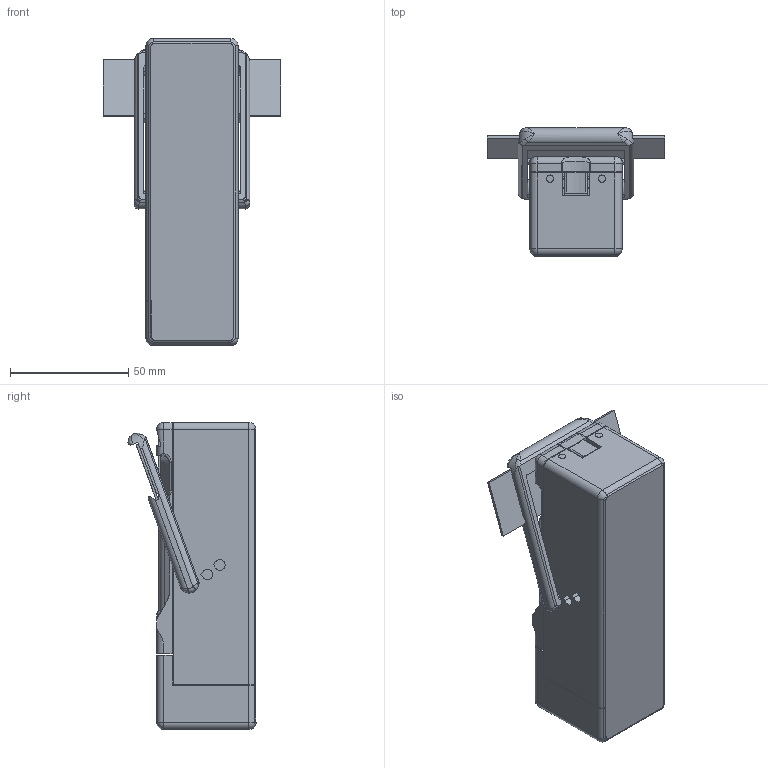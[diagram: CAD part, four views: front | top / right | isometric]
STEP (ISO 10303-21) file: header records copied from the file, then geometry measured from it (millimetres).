
FILE_DESCRIPTION(/* description */ (''),/* implementation_level */ '2;1');
FILE_NAME(/* name */ 'Inkwell v2.9 v124.step',/* time_stamp */ '2024-08-30T23:01:55+02:00',/* author */ (''),/* organization */ (''),/* preprocessor_version */ 'ST-DEVELOPER v20',/* originating_system */ 'Autodesk Translation Framework v13.14.0.145',/* authorisation */ '');
FILE_SCHEMA (('AUTOMOTIVE_DESIGN { 1 0 10303 214 3 1 1 }'));
Products named in the file (17): Inkwell v2.9; Syringe; Plug; Barrel; Main Body; Spreader Holder; Spring Rod; Spring; Spool; Carriage; Plunger; Left Rod; Right Rod; Back Cover; 51525K212_Plastic Quick-Turn Tube Coupling; Slide; Valve
Assembly tree (19 placements, depth 3):
  Inkwell v2.9
    Syringe
      Plug
      Barrel
    Main Body
    Spreader Holder
    Spring Rod
    Spring
    Spool
    Carriage
    Plunger
    Left Rod
    Right Rod
    Back Cover
    51525K212_Plastic Quick-Turn Tube Coupling
    Slide  x4
    Valve
Bounding box: 75 x 54.22 x 130 mm (x, y, z)
Volume: 112852.9 mm3; surface area: 104458.4 mm2
Topology: 18 solids, 20 shells, 2339 faces, 6418 edges, 4216 vertices
Faces by surface type: plane 1129, bspline 792, cylinder 341, cone 53, torus 13, sphere 11
Full cylindrical faces by diameter (mm): 1.6 x2, 1.778 x1, 2.16 x1, 2.8 x1, 3 x4, 3.1 x1, 3.175 x1, 3.3 x2, 4 x1, 4.8 x1, 6 x1, 6.35 x1, 6.5 x1, 6.6 x1, 7.163 x1, 7.6 x1, 7.976 x2, 9.66 x1, 9.7 x1, 9.85 x1, 10 x2, 10.45 x1, 11.7 x2, 11.8 x1, 12.3 x1, 12.4 x2, 14 x3, 16 x2
Entity records: 56182 total; most frequent: CARTESIAN_POINT 17206, ORIENTED_EDGE 8526, DIRECTION 7088, EDGE_CURVE 4263, VERTEX_POINT 2788, LINE 2738, VECTOR 2738, AXIS2_PLACEMENT_3D 2175
